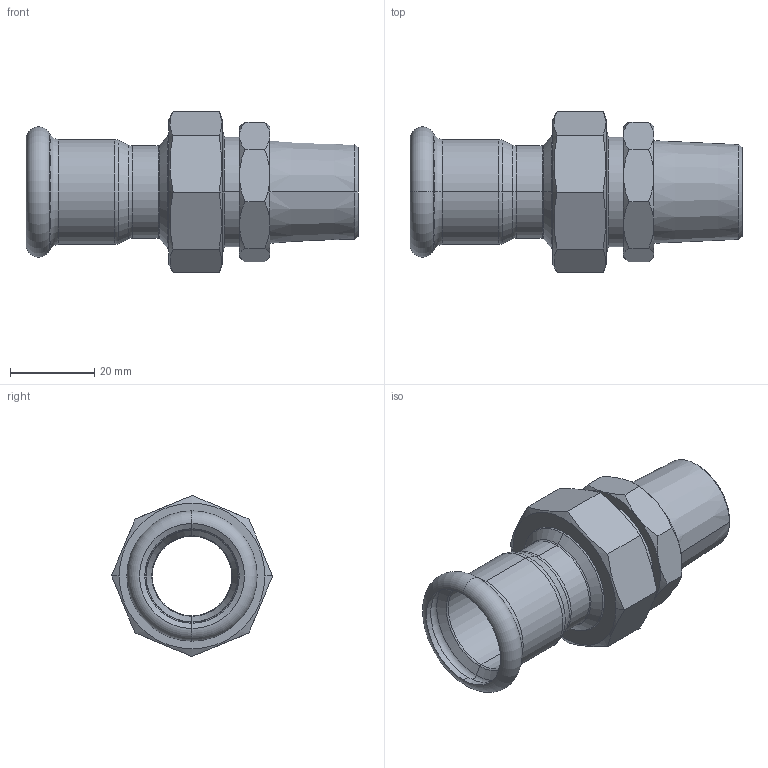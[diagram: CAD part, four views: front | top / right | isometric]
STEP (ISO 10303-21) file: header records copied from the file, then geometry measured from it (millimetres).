
FILE_DESCRIPTION (( 'STEP AP203' ), '1' );
FILE_NAME ('3D_P728_22x 1-2_141282540.STEP', '2024-11-22T13:42:10', ( '' ), ( '' ), 'SwSTEP 2.0', 'SolidWorks 2023', '' );
FILE_SCHEMA (( 'CONFIG_CONTROL_DESIGN' ));
Length unit declared in the file: millimetre
Products named in the file (1): 3D_P728_22x 1-2_141282540
Bounding box: 79 x 38.32 x 38.32 mm (x, y, z)
Volume: 21439.4 mm3; surface area: 18493.8 mm2
Topology: 4 solids, 4 shells, 123 faces, 264 edges, 152 vertices
Faces by surface type: cone 48, cylinder 28, plane 27, torus 20
Entity records: 3607 total; most frequent: CARTESIAN_POINT 872, DIRECTION 592, ORIENTED_EDGE 528, EDGE_CURVE 264, AXIS2_PLACEMENT_3D 258, VERTEX_POINT 152, CIRCLE 134, EDGE_LOOP 134
